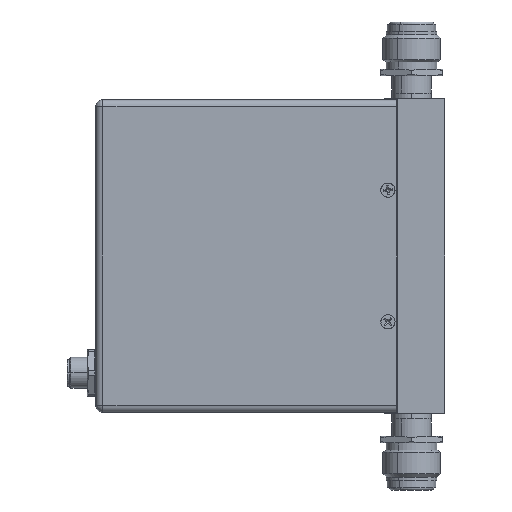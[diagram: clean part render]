
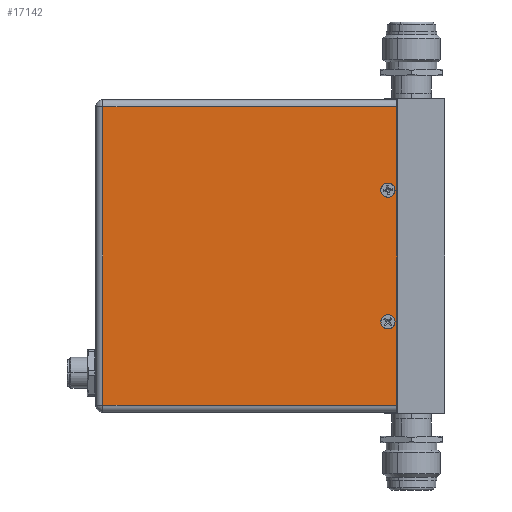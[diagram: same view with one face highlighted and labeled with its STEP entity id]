
A CAD part, left-side view. The second image highlights one B-rep face of the part: STEP entity #17142.
In plain terms, the highlighted planar face has unit normal (-1, 0, 0).
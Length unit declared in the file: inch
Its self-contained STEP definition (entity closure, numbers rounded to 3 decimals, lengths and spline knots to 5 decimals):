
#1340 = ORIENTED_EDGE ( 'NONE', *, *, #20992, .T. ) ;
#1937 = FACE_OUTER_BOUND ( 'NONE', #8944, .T. ) ;
#2141 = CARTESIAN_POINT ( 'NONE',  ( -1.12528, 0.39314, 1.11989 ) ) ;
#2694 = AXIS2_PLACEMENT_3D ( 'NONE', #14614, #4683, #16377 ) ;
#3146 = CIRCLE ( 'NONE', #6490, 0.109 ) ;
#3168 = CARTESIAN_POINT ( 'NONE',  ( -1.12528, 0.25814, -2.03611 ) ) ;
#3364 = CARTESIAN_POINT ( 'NONE',  ( -1.12528, 0.39314, 1.22889 ) ) ;
#3381 = LINE ( 'NONE', #21713, #20764 ) ;
#4004 = DIRECTION ( 'NONE',  ( 1., 0., 0. ) ) ;
#4683 = DIRECTION ( 'NONE',  ( 1., 0., 0. ) ) ;
#4769 = DIRECTION ( 'NONE',  ( 1., 0., 0. ) ) ;
#5015 = CARTESIAN_POINT ( 'NONE',  ( -1.12528, 4.72214, 2.49389 ) ) ;
#5021 = DIRECTION ( 'NONE',  ( 0., 0., -1. ) ) ;
#5204 = VERTEX_POINT ( 'NONE', #17308 ) ;
#5381 = DIRECTION ( 'NONE',  ( 0., -1., 0. ) ) ;
#6033 = AXIS2_PLACEMENT_3D ( 'NONE', #3364, #14984, #5021 ) ;
#6442 = VERTEX_POINT ( 'NONE', #5015 ) ;
#6490 = AXIS2_PLACEMENT_3D ( 'NONE', #18865, #8750, #20633 ) ;
#7470 = EDGE_LOOP ( 'NONE', ( #12313, #1340 ) ) ;
#7601 = VERTEX_POINT ( 'NONE', #17908 ) ;
#7977 = VERTEX_POINT ( 'NONE', #17268 ) ;
#8054 = CARTESIAN_POINT ( 'NONE',  ( -1.12528, 0.25814, 2.60389 ) ) ;
#8217 = VERTEX_POINT ( 'NONE', #17086 ) ;
#8560 = AXIS2_PLACEMENT_3D ( 'NONE', #14727, #4769, #16466 ) ;
#8750 = DIRECTION ( 'NONE',  ( 1., 0., 0. ) ) ;
#8800 = CIRCLE ( 'NONE', #6033, 0.109 ) ;
#8854 = CIRCLE ( 'NONE', #8560, 0.109 ) ;
#8944 = EDGE_LOOP ( 'NONE', ( #21229, #16381, #20651, #20318 ) ) ;
#9638 = VERTEX_POINT ( 'NONE', #2141 ) ;
#9728 = DIRECTION ( 'NONE',  ( 0., 0., 1. ) ) ;
#10465 = EDGE_LOOP ( 'NONE', ( #12344, #15880 ) ) ;
#10509 = PLANE ( 'NONE',  #11002 ) ;
#11002 = AXIS2_PLACEMENT_3D ( 'NONE', #13924, #4004, #15654 ) ;
#11588 = CARTESIAN_POINT ( 'NONE',  ( -1.12528, 4.72214, 2.60389 ) ) ;
#12313 = ORIENTED_EDGE ( 'NONE', *, *, #13110, .T. ) ;
#12344 = ORIENTED_EDGE ( 'NONE', *, *, #13390, .T. ) ;
#12743 = LINE ( 'NONE', #8054, #21290 ) ;
#13110 = EDGE_CURVE ( 'NONE', #9638, #7977, #8800, .T. ) ;
#13266 = DIRECTION ( 'NONE',  ( 0., 1., 0. ) ) ;
#13390 = EDGE_CURVE ( 'NONE', #5204, #21695, #3146, .T. ) ;
#13924 = CARTESIAN_POINT ( 'NONE',  ( -1.12528, 4.83214, 2.60389 ) ) ;
#14157 = FACE_BOUND ( 'NONE', #10465, .T. ) ;
#14533 = CARTESIAN_POINT ( 'NONE',  ( -1.12528, 0.39314, -0.66211 ) ) ;
#14614 = CARTESIAN_POINT ( 'NONE',  ( -1.12528, 0.39314, 1.22889 ) ) ;
#14685 = FACE_BOUND ( 'NONE', #7470, .T. ) ;
#14727 = CARTESIAN_POINT ( 'NONE',  ( -1.12528, 0.39314, -0.77111 ) ) ;
#14984 = DIRECTION ( 'NONE',  ( 1., 0., 0. ) ) ;
#15654 = DIRECTION ( 'NONE',  ( 0., 0., -1. ) ) ;
#15880 = ORIENTED_EDGE ( 'NONE', *, *, #20472, .T. ) ;
#16160 = VECTOR ( 'NONE', #16654, 39.37008 ) ;
#16377 = DIRECTION ( 'NONE',  ( 0., 0., -1. ) ) ;
#16381 = ORIENTED_EDGE ( 'NONE', *, *, #21130, .T. ) ;
#16434 = VECTOR ( 'NONE', #5381, 39.37008 ) ;
#16437 = VERTEX_POINT ( 'NONE', #3168 ) ;
#16466 = DIRECTION ( 'NONE',  ( 0., 0., -1. ) ) ;
#16654 = DIRECTION ( 'NONE',  ( 0., 0., -1. ) ) ;
#17086 = CARTESIAN_POINT ( 'NONE',  ( -1.12528, 0.25814, 2.49389 ) ) ;
#17142 = ADVANCED_FACE ( 'NONE', ( #1937, #14685, #14157 ), #10509, .F. ) ;
#17223 = CIRCLE ( 'NONE', #2694, 0.109 ) ;
#17268 = CARTESIAN_POINT ( 'NONE',  ( -1.12528, 0.39314, 1.33789 ) ) ;
#17308 = CARTESIAN_POINT ( 'NONE',  ( -1.12528, 0.39314, -0.88011 ) ) ;
#17908 = CARTESIAN_POINT ( 'NONE',  ( -1.12528, 4.72214, -2.03611 ) ) ;
#18724 = CARTESIAN_POINT ( 'NONE',  ( -1.12528, 4.83214, -2.03611 ) ) ;
#18865 = CARTESIAN_POINT ( 'NONE',  ( -1.12528, 0.39314, -0.77111 ) ) ;
#20217 = LINE ( 'NONE', #11588, #16160 ) ;
#20318 = ORIENTED_EDGE ( 'NONE', *, *, #21350, .T. ) ;
#20472 = EDGE_CURVE ( 'NONE', #21695, #5204, #8854, .T. ) ;
#20481 = LINE ( 'NONE', #18724, #16434 ) ;
#20633 = DIRECTION ( 'NONE',  ( 0., 0., -1. ) ) ;
#20651 = ORIENTED_EDGE ( 'NONE', *, *, #21162, .T. ) ;
#20764 = VECTOR ( 'NONE', #13266, 39.37008 ) ;
#20992 = EDGE_CURVE ( 'NONE', #7977, #9638, #17223, .T. ) ;
#21062 = EDGE_CURVE ( 'NONE', #16437, #8217, #12743, .T. ) ;
#21130 = EDGE_CURVE ( 'NONE', #8217, #6442, #3381, .T. ) ;
#21162 = EDGE_CURVE ( 'NONE', #6442, #7601, #20217, .T. ) ;
#21229 = ORIENTED_EDGE ( 'NONE', *, *, #21062, .T. ) ;
#21290 = VECTOR ( 'NONE', #9728, 39.37008 ) ;
#21350 = EDGE_CURVE ( 'NONE', #7601, #16437, #20481, .T. ) ;
#21695 = VERTEX_POINT ( 'NONE', #14533 ) ;
#21713 = CARTESIAN_POINT ( 'NONE',  ( -1.12528, 4.83214, 2.49389 ) ) ;
